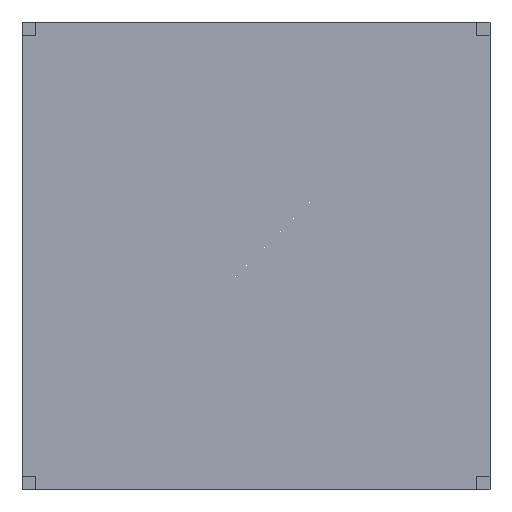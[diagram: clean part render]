
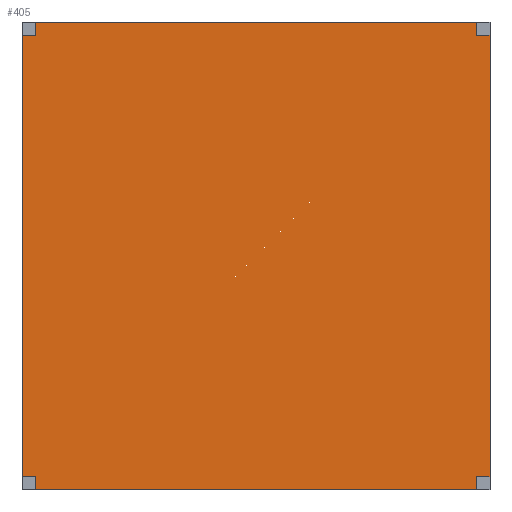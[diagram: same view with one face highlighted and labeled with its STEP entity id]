
A CAD part, front view. The second image highlights one B-rep face of the part: STEP entity #405.
In plain terms, the highlighted planar face has unit normal (0, -1, 0).
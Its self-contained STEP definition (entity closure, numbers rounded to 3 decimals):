
#2 = DIRECTION ( 'NONE',  ( 0., 0., -1. ) ) ;
#15 = CARTESIAN_POINT ( 'NONE',  ( 113.15, -150., -106.65 ) ) ;
#17 = CARTESIAN_POINT ( 'NONE',  ( 113.15, -150., 106.65 ) ) ;
#21 = EDGE_CURVE ( 'NONE', #767, #232, #120, .T. ) ;
#45 = EDGE_CURVE ( 'NONE', #957, #767, #632, .T. ) ;
#46 = VECTOR ( 'NONE', #102, 1000. ) ;
#59 = CARTESIAN_POINT ( 'NONE',  ( -106.65, -150., 113.15 ) ) ;
#66 = CARTESIAN_POINT ( 'NONE',  ( -106.65, -150., -113.15 ) ) ;
#82 = ORIENTED_EDGE ( 'NONE', *, *, #45, .F. ) ;
#88 = CARTESIAN_POINT ( 'NONE',  ( 106.65, -150., -113.15 ) ) ;
#91 = CARTESIAN_POINT ( 'NONE',  ( -113.15, -150., -106.65 ) ) ;
#102 = DIRECTION ( 'NONE',  ( 1., 0., 0. ) ) ;
#105 = LINE ( 'NONE', #184, #819 ) ;
#114 = EDGE_CURVE ( 'NONE', #355, #977, #233, .T. ) ;
#120 = LINE ( 'NONE', #66, #857 ) ;
#144 = VECTOR ( 'NONE', #331, 1000. ) ;
#145 = EDGE_CURVE ( 'NONE', #431, #558, #304, .T. ) ;
#152 = CARTESIAN_POINT ( 'NONE',  ( 106.65, -150., -113.15 ) ) ;
#158 = PLANE ( 'NONE',  #162 ) ;
#161 = VECTOR ( 'NONE', #605, 1000. ) ;
#162 = AXIS2_PLACEMENT_3D ( 'NONE', #714, #332, #484 ) ;
#165 = CARTESIAN_POINT ( 'NONE',  ( 106.65, -150., 113.15 ) ) ;
#171 = CARTESIAN_POINT ( 'NONE',  ( -106.65, -150., 106.65 ) ) ;
#184 = CARTESIAN_POINT ( 'NONE',  ( -106.65, -150., 113.15 ) ) ;
#213 = DIRECTION ( 'NONE',  ( 0., 0., -1. ) ) ;
#214 = EDGE_CURVE ( 'NONE', #382, #721, #105, .T. ) ;
#232 = VERTEX_POINT ( 'NONE', #952 ) ;
#233 = LINE ( 'NONE', #989, #161 ) ;
#247 = ORIENTED_EDGE ( 'NONE', *, *, #214, .F. ) ;
#270 = LINE ( 'NONE', #571, #433 ) ;
#277 = CARTESIAN_POINT ( 'NONE',  ( 106.65, -150., 113.15 ) ) ;
#284 = VECTOR ( 'NONE', #743, 1000. ) ;
#293 = ORIENTED_EDGE ( 'NONE', *, *, #367, .F. ) ;
#303 = CARTESIAN_POINT ( 'NONE',  ( -106.65, -150., -113.15 ) ) ;
#304 = LINE ( 'NONE', #686, #838 ) ;
#307 = CARTESIAN_POINT ( 'NONE',  ( -113.15, -150., -106.65 ) ) ;
#310 = VERTEX_POINT ( 'NONE', #504 ) ;
#321 = DIRECTION ( 'NONE',  ( -1., 0., 0. ) ) ;
#325 = CARTESIAN_POINT ( 'NONE',  ( -113.15, -150., 106.65 ) ) ;
#330 = ORIENTED_EDGE ( 'NONE', *, *, #437, .F. ) ;
#331 = DIRECTION ( 'NONE',  ( 0., 0., 1. ) ) ;
#332 = DIRECTION ( 'NONE',  ( 0., 1., 0. ) ) ;
#355 = VERTEX_POINT ( 'NONE', #658 ) ;
#367 = EDGE_CURVE ( 'NONE', #721, #429, #507, .T. ) ;
#382 = VERTEX_POINT ( 'NONE', #171 ) ;
#397 = EDGE_LOOP ( 'NONE', ( #848, #467, #82, #912, #982, #858, #908, #293, #247, #330, #725, #606 ) ) ;
#399 = CARTESIAN_POINT ( 'NONE',  ( -106.65, -150., -106.65 ) ) ;
#405 = ADVANCED_FACE ( 'NONE', ( #937 ), #158, .F. ) ;
#409 = VECTOR ( 'NONE', #578, 1000. ) ;
#423 = VECTOR ( 'NONE', #2, 1000. ) ;
#429 = VERTEX_POINT ( 'NONE', #165 ) ;
#431 = VERTEX_POINT ( 'NONE', #399 ) ;
#433 = VECTOR ( 'NONE', #565, 1000. ) ;
#436 = VERTEX_POINT ( 'NONE', #873 ) ;
#437 = EDGE_CURVE ( 'NONE', #310, #382, #694, .T. ) ;
#464 = LINE ( 'NONE', #91, #144 ) ;
#467 = ORIENTED_EDGE ( 'NONE', *, *, #21, .F. ) ;
#484 = DIRECTION ( 'NONE',  ( 0., 0., 1. ) ) ;
#504 = CARTESIAN_POINT ( 'NONE',  ( -113.15, -150., 106.65 ) ) ;
#506 = EDGE_CURVE ( 'NONE', #232, #431, #835, .T. ) ;
#507 = LINE ( 'NONE', #277, #409 ) ;
#558 = VERTEX_POINT ( 'NONE', #307 ) ;
#565 = DIRECTION ( 'NONE',  ( 0., 0., -1. ) ) ;
#571 = CARTESIAN_POINT ( 'NONE',  ( 106.65, -150., 113.15 ) ) ;
#578 = DIRECTION ( 'NONE',  ( 1., 0., 0. ) ) ;
#599 = DIRECTION ( 'NONE',  ( 0., 0., 1. ) ) ;
#605 = DIRECTION ( 'NONE',  ( 1., 0., 0. ) ) ;
#606 = ORIENTED_EDGE ( 'NONE', *, *, #145, .F. ) ;
#632 = LINE ( 'NONE', #88, #633 ) ;
#633 = VECTOR ( 'NONE', #213, 1000. ) ;
#658 = CARTESIAN_POINT ( 'NONE',  ( 106.65, -150., 106.65 ) ) ;
#686 = CARTESIAN_POINT ( 'NONE',  ( -113.15, -150., -106.65 ) ) ;
#694 = LINE ( 'NONE', #325, #46 ) ;
#709 = EDGE_CURVE ( 'NONE', #436, #957, #904, .T. ) ;
#714 = CARTESIAN_POINT ( 'NONE',  ( 0., -150., 0. ) ) ;
#716 = CARTESIAN_POINT ( 'NONE',  ( 106.65, -150., -106.65 ) ) ;
#721 = VERTEX_POINT ( 'NONE', #59 ) ;
#725 = ORIENTED_EDGE ( 'NONE', *, *, #754, .F. ) ;
#732 = EDGE_CURVE ( 'NONE', #977, #436, #775, .T. ) ;
#743 = DIRECTION ( 'NONE',  ( -1., 0., 0. ) ) ;
#754 = EDGE_CURVE ( 'NONE', #558, #310, #464, .T. ) ;
#767 = VERTEX_POINT ( 'NONE', #152 ) ;
#775 = LINE ( 'NONE', #15, #423 ) ;
#819 = VECTOR ( 'NONE', #955, 1000. ) ;
#835 = LINE ( 'NONE', #303, #922 ) ;
#838 = VECTOR ( 'NONE', #321, 1000. ) ;
#848 = ORIENTED_EDGE ( 'NONE', *, *, #506, .F. ) ;
#857 = VECTOR ( 'NONE', #896, 1000. ) ;
#858 = ORIENTED_EDGE ( 'NONE', *, *, #114, .F. ) ;
#873 = CARTESIAN_POINT ( 'NONE',  ( 113.15, -150., -106.65 ) ) ;
#896 = DIRECTION ( 'NONE',  ( -1., 0., 0. ) ) ;
#904 = LINE ( 'NONE', #979, #284 ) ;
#908 = ORIENTED_EDGE ( 'NONE', *, *, #941, .F. ) ;
#912 = ORIENTED_EDGE ( 'NONE', *, *, #709, .F. ) ;
#922 = VECTOR ( 'NONE', #599, 1000. ) ;
#937 = FACE_OUTER_BOUND ( 'NONE', #397, .T. ) ;
#941 = EDGE_CURVE ( 'NONE', #429, #355, #270, .T. ) ;
#952 = CARTESIAN_POINT ( 'NONE',  ( -106.65, -150., -113.15 ) ) ;
#955 = DIRECTION ( 'NONE',  ( 0., 0., 1. ) ) ;
#957 = VERTEX_POINT ( 'NONE', #716 ) ;
#977 = VERTEX_POINT ( 'NONE', #17 ) ;
#979 = CARTESIAN_POINT ( 'NONE',  ( 106.65, -150., -106.65 ) ) ;
#982 = ORIENTED_EDGE ( 'NONE', *, *, #732, .F. ) ;
#989 = CARTESIAN_POINT ( 'NONE',  ( 113.15, -150., 106.65 ) ) ;
